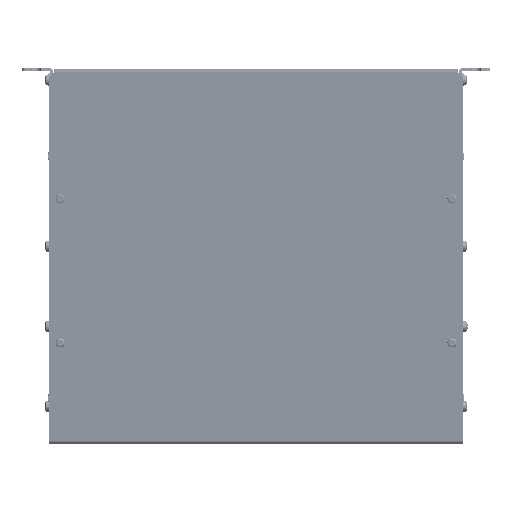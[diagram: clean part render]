
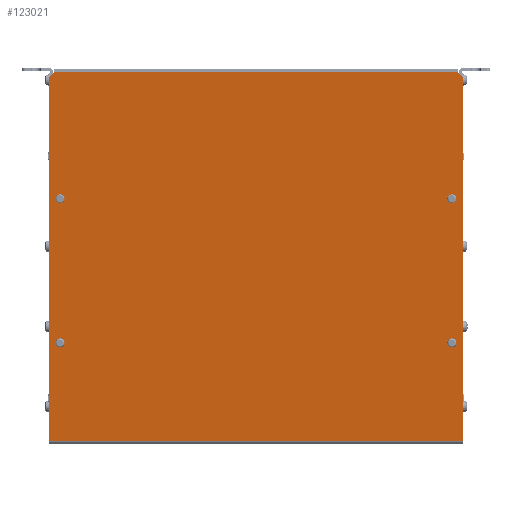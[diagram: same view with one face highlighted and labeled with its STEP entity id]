
A CAD part, left-side view. The second image highlights one B-rep face of the part: STEP entity #123021.
In plain terms, the highlighted face is planar.
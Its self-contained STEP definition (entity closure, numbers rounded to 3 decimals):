
#11003=FACE_BOUND('',#25358,.T.);
#11004=FACE_BOUND('',#25359,.T.);
#11005=FACE_BOUND('',#25360,.T.);
#11006=FACE_BOUND('',#25361,.T.);
#13107=PLANE('',#131528);
#17666=FACE_OUTER_BOUND('',#25357,.T.);
#25357=EDGE_LOOP('',(#98058,#98059,#98060,#98061,#98062,#98063));
#25358=EDGE_LOOP('',(#98064));
#25359=EDGE_LOOP('',(#98065));
#25360=EDGE_LOOP('',(#98066));
#25361=EDGE_LOOP('',(#98067));
#35321=LINE('',#185608,#45557);
#35325=LINE('',#185616,#45561);
#35328=LINE('',#185622,#45564);
#35329=LINE('',#185624,#45565);
#35330=LINE('',#185626,#45566);
#35331=LINE('',#185627,#45567);
#45557=VECTOR('',#152452,7.071);
#45561=VECTOR('',#152458,327.346);
#45564=VECTOR('',#152463,360.);
#45565=VECTOR('',#152464,7.071);
#45566=VECTOR('',#152465,327.346);
#45567=VECTOR('',#152466,370.);
#51704=CIRCLE('',#131516,2.);
#51706=CIRCLE('',#131519,2.);
#51708=CIRCLE('',#131522,2.);
#51710=CIRCLE('',#131525,2.);
#58954=VERTEX_POINT('',#185588);
#58956=VERTEX_POINT('',#185593);
#58958=VERTEX_POINT('',#185598);
#58960=VERTEX_POINT('',#185603);
#58961=VERTEX_POINT('',#185606);
#58962=VERTEX_POINT('',#185607);
#58965=VERTEX_POINT('',#185615);
#58967=VERTEX_POINT('',#185621);
#58968=VERTEX_POINT('',#185623);
#58969=VERTEX_POINT('',#185625);
#72861=EDGE_CURVE('',#58954,#58954,#51704,.T.);
#72863=EDGE_CURVE('',#58956,#58956,#51706,.T.);
#72865=EDGE_CURVE('',#58958,#58958,#51708,.T.);
#72867=EDGE_CURVE('',#58960,#58960,#51710,.T.);
#72868=EDGE_CURVE('',#58961,#58962,#35321,.T.);
#72872=EDGE_CURVE('',#58962,#58965,#35325,.T.);
#72875=EDGE_CURVE('',#58967,#58961,#35328,.T.);
#72876=EDGE_CURVE('',#58968,#58967,#35329,.T.);
#72877=EDGE_CURVE('',#58969,#58968,#35330,.T.);
#72878=EDGE_CURVE('',#58969,#58965,#35331,.T.);
#98058=ORIENTED_EDGE('',*,*,#72868,.F.);
#98059=ORIENTED_EDGE('',*,*,#72875,.F.);
#98060=ORIENTED_EDGE('',*,*,#72876,.F.);
#98061=ORIENTED_EDGE('',*,*,#72877,.F.);
#98062=ORIENTED_EDGE('',*,*,#72878,.T.);
#98063=ORIENTED_EDGE('',*,*,#72872,.F.);
#98064=ORIENTED_EDGE('',*,*,#72861,.T.);
#98065=ORIENTED_EDGE('',*,*,#72863,.T.);
#98066=ORIENTED_EDGE('',*,*,#72865,.T.);
#98067=ORIENTED_EDGE('',*,*,#72867,.T.);
#123021=ADVANCED_FACE('',(#17666,#11003,#11004,#11005,#11006),#13107,.T.);
#131516=AXIS2_PLACEMENT_3D('',#185589,#152430,#152431);
#131519=AXIS2_PLACEMENT_3D('',#185594,#152436,#152437);
#131522=AXIS2_PLACEMENT_3D('',#185599,#152442,#152443);
#131525=AXIS2_PLACEMENT_3D('',#185604,#152448,#152449);
#131528=AXIS2_PLACEMENT_3D('',#185620,#152461,#152462);
#152430=DIRECTION('center_axis',(0.,0.,-1.));
#152431=DIRECTION('ref_axis',(1.,0.,0.));
#152436=DIRECTION('center_axis',(0.,0.,-1.));
#152437=DIRECTION('ref_axis',(1.,0.,0.));
#152442=DIRECTION('center_axis',(0.,0.,-1.));
#152443=DIRECTION('ref_axis',(1.,0.,0.));
#152448=DIRECTION('center_axis',(0.,0.,-1.));
#152449=DIRECTION('ref_axis',(1.,0.,0.));
#152452=DIRECTION('',(0.707,-0.707,0.));
#152458=DIRECTION('',(0.,-1.,0.));
#152461=DIRECTION('center_axis',(0.,0.,1.));
#152462=DIRECTION('ref_axis',(1.,0.,0.));
#152463=DIRECTION('',(1.,0.,0.));
#152464=DIRECTION('',(0.707,0.707,0.));
#152465=DIRECTION('',(0.,1.,0.));
#152466=DIRECTION('',(1.,0.,0.));
#185588=CARTESIAN_POINT('',(177.,-76.5,1.5));
#185589=CARTESIAN_POINT('Origin',(175.,-76.5,1.5));
#185593=CARTESIAN_POINT('',(177.,53.5,1.5));
#185594=CARTESIAN_POINT('Origin',(175.,53.5,1.5));
#185598=CARTESIAN_POINT('',(-173.,53.5,1.5));
#185599=CARTESIAN_POINT('Origin',(-175.,53.5,1.5));
#185603=CARTESIAN_POINT('',(-173.,-76.5,1.5));
#185604=CARTESIAN_POINT('Origin',(-175.,-76.5,1.5));
#185606=CARTESIAN_POINT('',(180.,167.5,1.5));
#185607=CARTESIAN_POINT('',(185.,162.5,1.5));
#185608=CARTESIAN_POINT('',(178.125,169.375,1.5));
#185615=CARTESIAN_POINT('',(185.,-164.846,1.5));
#185616=CARTESIAN_POINT('',(185.,-167.5,1.5));
#185620=CARTESIAN_POINT('Origin',(0.,0.,
1.5));
#185621=CARTESIAN_POINT('',(-180.,167.5,1.5));
#185622=CARTESIAN_POINT('',(185.,167.5,1.5));
#185623=CARTESIAN_POINT('',(-185.,162.5,1.5));
#185624=CARTESIAN_POINT('',(-178.125,169.375,1.5));
#185625=CARTESIAN_POINT('',(-185.,-164.846,1.5));
#185626=CARTESIAN_POINT('',(-185.,167.5,1.5));
#185627=CARTESIAN_POINT('',(-92.5,-164.846,1.5));
